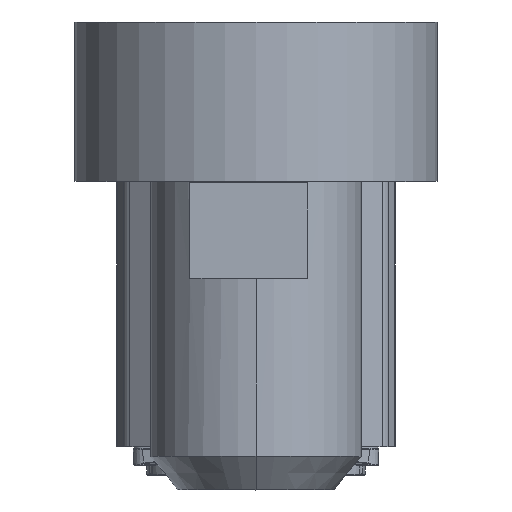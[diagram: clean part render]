
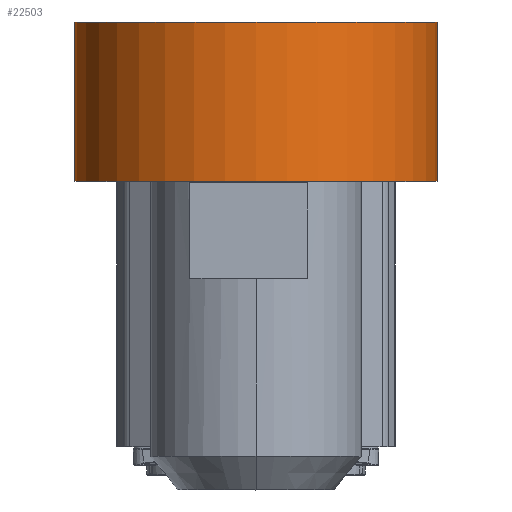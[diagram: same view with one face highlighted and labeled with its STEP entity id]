
A CAD part, top view. The second image highlights one B-rep face of the part: STEP entity #22503.
In plain terms, the highlighted cylindrical face has radius 275 mm (diameter 550 mm), a partial arc.
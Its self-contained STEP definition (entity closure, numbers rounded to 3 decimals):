
#1990=CARTESIAN_POINT('',(0.,-138.3,0.));
#1991=DIRECTION('',(0.,1.,0.));
#1992=DIRECTION('',(-1.,0.,0.));
#1993=AXIS2_PLACEMENT_3D('',#1990,#1991,#1992);
#2199=DIRECTION('',(0.,-1.,0.));
#2200=VECTOR('',#2199,241.3);
#2201=CARTESIAN_POINT('',(-275.,103.,0.));
#2202=LINE('',#2201,#2200);
#6959=DIRECTION('',(0.,-1.,0.));
#6960=VECTOR('',#6959,241.3);
#6961=CARTESIAN_POINT('',(275.,103.,0.));
#6962=LINE('',#6961,#6960);
#6963=CARTESIAN_POINT('',(0.,103.,0.));
#6964=DIRECTION('',(0.,-1.,0.));
#6965=DIRECTION('',(1.,0.,0.));
#6966=AXIS2_PLACEMENT_3D('',#6963,#6964,#6965);
#8490=CARTESIAN_POINT('',(-275.,-138.3,0.));
#8491=VERTEX_POINT('',#8490);
#8492=CARTESIAN_POINT('',(275.,-138.3,0.));
#8493=VERTEX_POINT('',#8492);
#8636=CARTESIAN_POINT('',(275.,103.,0.));
#8637=VERTEX_POINT('',#8636);
#8638=CARTESIAN_POINT('',(-275.,103.,0.));
#8639=VERTEX_POINT('',#8638);
#22491=CARTESIAN_POINT('',(0.,65.,0.));
#22492=DIRECTION('',(0.,1.,0.));
#22493=DIRECTION('',(-1.,0.,0.));
#22494=AXIS2_PLACEMENT_3D('',#22491,#22492,#22493);
#22495=CYLINDRICAL_SURFACE('',#22494,275.);
#22497=ORIENTED_EDGE('',*,*,#22496,.F.);
#22498=ORIENTED_EDGE('',*,*,#14103,.T.);
#22499=ORIENTED_EDGE('',*,*,#13895,.F.);
#22500=ORIENTED_EDGE('',*,*,#14107,.F.);
#22501=EDGE_LOOP('',(#22497,#22498,#22499,#22500));
#22502=FACE_OUTER_BOUND('',#22501,.F.);
#22503=ADVANCED_FACE('',(#22502),#22495,.T.);
#1994=CIRCLE('',#1993,275.);
#6967=CIRCLE('',#6966,275.);
#13895=EDGE_CURVE('',#8491,#8493,#1994,.T.);
#14103=EDGE_CURVE('',#8637,#8493,#6962,.T.);
#14107=EDGE_CURVE('',#8639,#8491,#2202,.T.);
#22496=EDGE_CURVE('',#8637,#8639,#6967,.T.);
